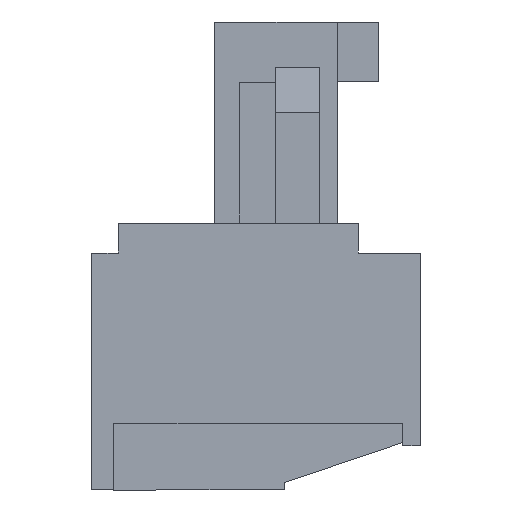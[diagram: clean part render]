
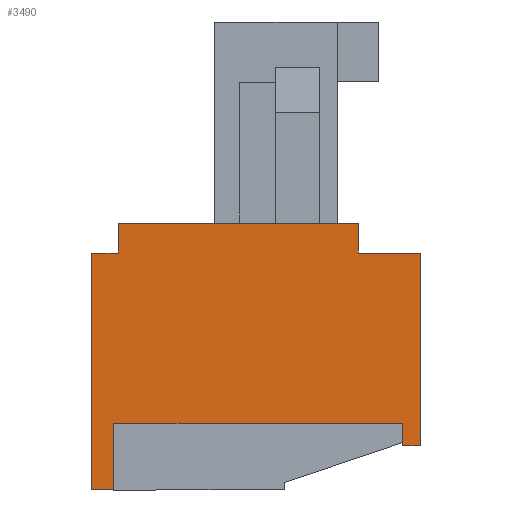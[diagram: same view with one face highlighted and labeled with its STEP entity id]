
A CAD part, left-side view. The second image highlights one B-rep face of the part: STEP entity #3490.
In plain terms, the highlighted planar face has unit normal (-1, 0, 0).
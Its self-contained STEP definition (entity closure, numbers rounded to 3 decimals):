
#3490 = ADVANCED_FACE( '', ( #7865 ), #7866, .F. );
#7865 = FACE_OUTER_BOUND( '', #13509, .T. );
#7866 = PLANE( '', #13510 );
#13509 = EDGE_LOOP( '', ( #22253, #22254, #22255, #22256, #22257, #22258, #22259, #22260, #22261, #22262, #22263, #22264 ) );
#13510 = AXIS2_PLACEMENT_3D( '', #22265, #22266, #22267 );
#22253 = ORIENTED_EDGE( '', *, *, #34691, .F. );
#22254 = ORIENTED_EDGE( '', *, *, #36160, .F. );
#22255 = ORIENTED_EDGE( '', *, *, #36161, .F. );
#22256 = ORIENTED_EDGE( '', *, *, #36162, .F. );
#22257 = ORIENTED_EDGE( '', *, *, #36163, .F. );
#22258 = ORIENTED_EDGE( '', *, *, #36164, .F. );
#22259 = ORIENTED_EDGE( '', *, *, #35933, .F. );
#22260 = ORIENTED_EDGE( '', *, *, #36165, .F. );
#22261 = ORIENTED_EDGE( '', *, *, #33967, .F. );
#22262 = ORIENTED_EDGE( '', *, *, #36166, .F. );
#22263 = ORIENTED_EDGE( '', *, *, #36167, .F. );
#22264 = ORIENTED_EDGE( '', *, *, #34871, .F. );
#22265 = CARTESIAN_POINT( '', ( -43.815, 0., 0. ) );
#22266 = DIRECTION( '', ( 1., 0., 0. ) );
#22267 = DIRECTION( '', ( 0., 0., -1. ) );
#33967 = EDGE_CURVE( '', #40711, #40713, #40714, .T. );
#34691 = EDGE_CURVE( '', #41994, #41996, #41997, .T. );
#34871 = EDGE_CURVE( '', #41996, #42313, #42314, .T. );
#35933 = EDGE_CURVE( '', #44014, #44015, #44016, .T. );
#36160 = EDGE_CURVE( '', #44370, #41994, #44371, .T. );
#36161 = EDGE_CURVE( '', #44372, #44370, #44373, .T. );
#36162 = EDGE_CURVE( '', #44374, #44372, #44375, .T. );
#36163 = EDGE_CURVE( '', #44376, #44374, #44377, .T. );
#36164 = EDGE_CURVE( '', #44015, #44376, #44378, .T. );
#36165 = EDGE_CURVE( '', #40713, #44014, #44379, .T. );
#36166 = EDGE_CURVE( '', #44380, #40711, #44381, .T. );
#36167 = EDGE_CURVE( '', #42313, #44380, #44382, .T. );
#40711 = VERTEX_POINT( '', #50481 );
#40713 = VERTEX_POINT( '', #50484 );
#40714 = LINE( '', #50485, #50486 );
#41994 = VERTEX_POINT( '', #52346 );
#41996 = VERTEX_POINT( '', #52349 );
#41997 = LINE( '', #52350, #52351 );
#42313 = VERTEX_POINT( '', #52804 );
#42314 = LINE( '', #52805, #52806 );
#44014 = VERTEX_POINT( '', #55262 );
#44015 = VERTEX_POINT( '', #55263 );
#44016 = LINE( '', #55264, #55265 );
#44370 = VERTEX_POINT( '', #55783 );
#44371 = LINE( '', #55784, #55785 );
#44372 = VERTEX_POINT( '', #55786 );
#44373 = LINE( '', #55787, #55788 );
#44374 = VERTEX_POINT( '', #55789 );
#44375 = LINE( '', #55790, #55791 );
#44376 = VERTEX_POINT( '', #55792 );
#44377 = LINE( '', #55793, #55794 );
#44378 = LINE( '', #55795, #55796 );
#44379 = LINE( '', #55797, #55798 );
#44380 = VERTEX_POINT( '', #55799 );
#44381 = LINE( '', #55800, #55801 );
#44382 = LINE( '', #55802, #55803 );
#50481 = CARTESIAN_POINT( '', ( -43.815, -5.55, -1.75 ) );
#50484 = CARTESIAN_POINT( '', ( -43.815, 4.2, -1.75 ) );
#50485 = CARTESIAN_POINT( '', ( -43.815, -5.55, -1.75 ) );
#50486 = VECTOR( '', #62917, 1000. );
#52346 = CARTESIAN_POINT( '', ( -43.815, -4.05, 4. ) );
#52349 = CARTESIAN_POINT( '', ( -43.815, -6.15, 4. ) );
#52350 = CARTESIAN_POINT( '', ( -43.815, -4.05, 4. ) );
#52351 = VECTOR( '', #63592, 1000. );
#52804 = CARTESIAN_POINT( '', ( -43.815, -6.15, -2.5 ) );
#52805 = CARTESIAN_POINT( '', ( -43.815, -6.15, 4. ) );
#52806 = VECTOR( '', #63805, 1000. );
#55262 = CARTESIAN_POINT( '', ( -43.815, 4.2, -4. ) );
#55263 = CARTESIAN_POINT( '', ( -43.815, 4.95, -4. ) );
#55264 = CARTESIAN_POINT( '', ( -43.815, 4.2, -4. ) );
#55265 = VECTOR( '', #64790, 1000. );
#55783 = CARTESIAN_POINT( '', ( -43.815, -4.05, 5. ) );
#55784 = CARTESIAN_POINT( '', ( -43.815, -4.05, 5. ) );
#55785 = VECTOR( '', #64985, 1000. );
#55786 = CARTESIAN_POINT( '', ( -43.815, 4.05, 5. ) );
#55787 = CARTESIAN_POINT( '', ( -43.815, 4.05, 5. ) );
#55788 = VECTOR( '', #64986, 1000. );
#55789 = CARTESIAN_POINT( '', ( -43.815, 4.05, 4. ) );
#55790 = CARTESIAN_POINT( '', ( -43.815, 4.05, 4. ) );
#55791 = VECTOR( '', #64987, 1000. );
#55792 = CARTESIAN_POINT( '', ( -43.815, 4.95, 4. ) );
#55793 = CARTESIAN_POINT( '', ( -43.815, 4.95, 4. ) );
#55794 = VECTOR( '', #64988, 1000. );
#55795 = CARTESIAN_POINT( '', ( -43.815, 4.95, -4. ) );
#55796 = VECTOR( '', #64989, 1000. );
#55797 = CARTESIAN_POINT( '', ( -43.815, 4.2, -1.75 ) );
#55798 = VECTOR( '', #64990, 1000. );
#55799 = CARTESIAN_POINT( '', ( -43.815, -5.55, -2.5 ) );
#55800 = CARTESIAN_POINT( '', ( -43.815, -5.55, -2.5 ) );
#55801 = VECTOR( '', #64991, 1000. );
#55802 = CARTESIAN_POINT( '', ( -43.815, -6.15, -2.5 ) );
#55803 = VECTOR( '', #64992, 1000. );
#62917 = DIRECTION( '', ( 0., 1., 0. ) );
#63592 = DIRECTION( '', ( 0., -1., 0. ) );
#63805 = DIRECTION( '', ( 0., 0., -1. ) );
#64790 = DIRECTION( '', ( 0., 1., 0. ) );
#64985 = DIRECTION( '', ( 0., 0., -1. ) );
#64986 = DIRECTION( '', ( 0., -1., 0. ) );
#64987 = DIRECTION( '', ( 0., 0., 1. ) );
#64988 = DIRECTION( '', ( 0., -1., 0. ) );
#64989 = DIRECTION( '', ( 0., 0., 1. ) );
#64990 = DIRECTION( '', ( 0., 0., -1. ) );
#64991 = DIRECTION( '', ( 0., 0., 1. ) );
#64992 = DIRECTION( '', ( 0., 1., 0. ) );
